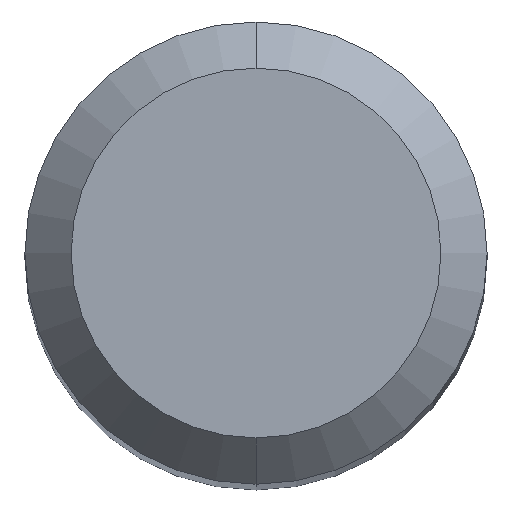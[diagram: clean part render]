
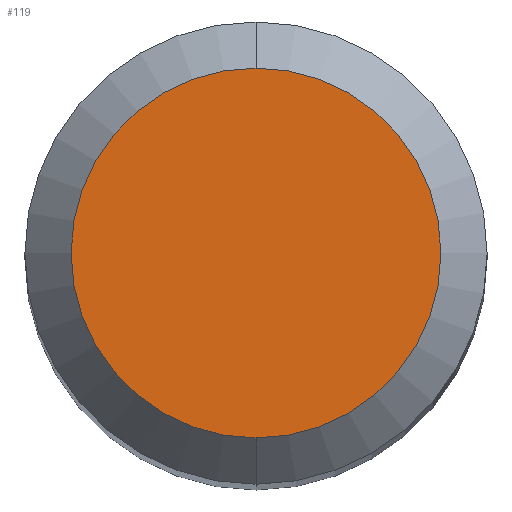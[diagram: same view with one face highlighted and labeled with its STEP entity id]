
A CAD part, top view. The second image highlights one B-rep face of the part: STEP entity #119.
In plain terms, the highlighted planar face has unit normal (0, 0, 1).
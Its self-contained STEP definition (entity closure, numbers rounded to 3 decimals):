
#119=ADVANCED_FACE('',(#271),#272,.T.);
#163=EDGE_CURVE('',#195,#205,#322,.T.);
#195=VERTEX_POINT('',#359);
#205=VERTEX_POINT('',#371);
#219=EDGE_CURVE('',#205,#195,#386,.T.);
#271=FACE_OUTER_BOUND('',#438,.T.);
#272=PLANE('',#439);
#322=CIRCLE('',#502,1.2);
#359=CARTESIAN_POINT('',(0.0,1.2,0.0));
#371=CARTESIAN_POINT('',(0.,-1.2,0.0));
#386=CIRCLE('',#583,1.2);
#438=EDGE_LOOP('',(#616,#617));
#439=AXIS2_PLACEMENT_3D('',#618,#619,#620);
#502=AXIS2_PLACEMENT_3D('',#692,#693,#694);
#583=AXIS2_PLACEMENT_3D('',#777,#778,#779);
#616=ORIENTED_EDGE('',*,*,#163,.F.);
#617=ORIENTED_EDGE('',*,*,#219,.F.);
#618=CARTESIAN_POINT('',(0.0,0.6,0.0));
#619=DIRECTION('',(-0.0,0.0,1.0));
#620=DIRECTION('',(0.0,-1.0,0.0));
#692=CARTESIAN_POINT('',(0.0,0.0,0.0));
#693=DIRECTION('',(0.0,0.0,-1.0));
#694=DIRECTION('',(0.0,1.0,0.0));
#777=CARTESIAN_POINT('',(0.0,0.0,0.0));
#778=DIRECTION('',(0.0,0.0,-1.0));
#779=DIRECTION('',(0.0,1.0,0.0));
